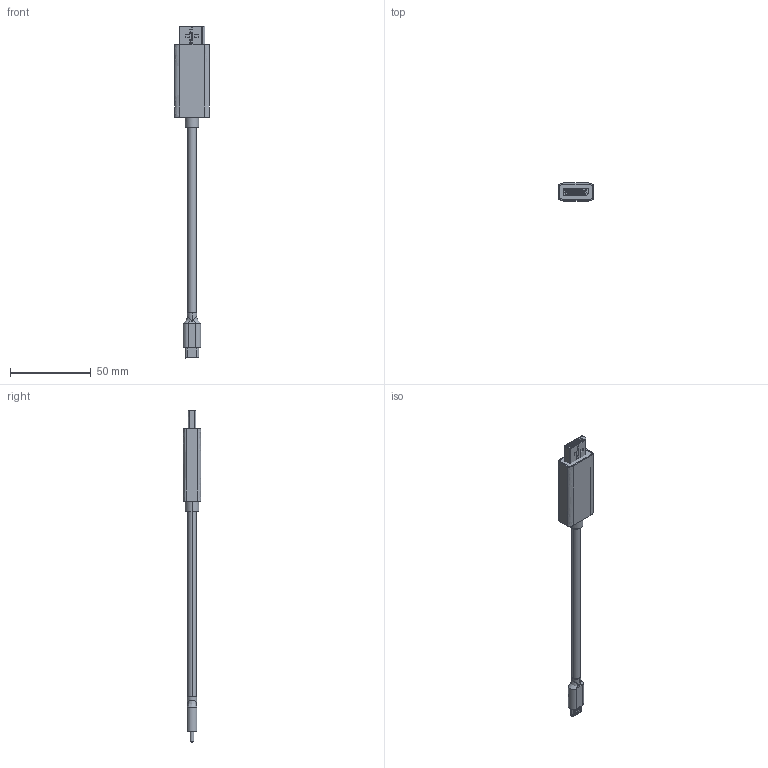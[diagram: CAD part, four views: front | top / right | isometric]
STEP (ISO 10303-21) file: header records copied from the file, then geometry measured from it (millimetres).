
FILE_DESCRIPTION (( 'STEP AP214' ), '1' );
FILE_NAME ('USBC31DP-MM_3D.STEP', '2022-08-29T17:07:34', ( '' ), ( '' ), 'SwSTEP 2.0', 'SolidWorks 2021', '' );
FILE_SCHEMA (( 'AUTOMOTIVE_DESIGN' ));
Length unit declared in the file: inch
Products named in the file (9): CAU31CDP-MM_SKEL; AOC 3.0 TYPE_C_MALE_CONNECTOR - MA9; CAU31CDP-MM-01A; USB-4006-A-006 C MALE_AL; PRT0001_3; USBC31DP-MM_3D; 1.cau31cdp-mm; CAU31CDP-MM-01B; USB-4006A-006 C MALE_AL
Assembly tree (8 placements, depth 3):
  USBC31DP-MM_3D
    1.cau31cdp-mm
      CAU31CDP-MM_SKEL
      CAU31CDP-MM-01A
      CAU31CDP-MM-01B
      PRT0001_3
    USB-4006-A-006 C MALE_AL
      USB-4006A-006 C MALE_AL
      AOC 3.0 TYPE_C_MALE_CONNECTOR - MA9
Bounding box: 21.5 x 11.1 x 205.12 mm (x, y, z)
Volume: 37213.1 mm3; surface area: 23334.9 mm2
Topology: 9 solids, 25 shells, 4244 faces, 12347 edges, 7964 vertices
Faces by surface type: plane 2894, cylinder 1107, bspline 143, cone 62, torus 22, sphere 16
Entity records: 180569 total; most frequent: CARTESIAN_POINT 50382, ORIENTED_EDGE 24598, DIRECTION 19937, EDGE_CURVE 12299, VECTOR 8415, LINE 8415, VERTEX_POINT 7962, AXIS2_PLACEMENT_3D 5761
